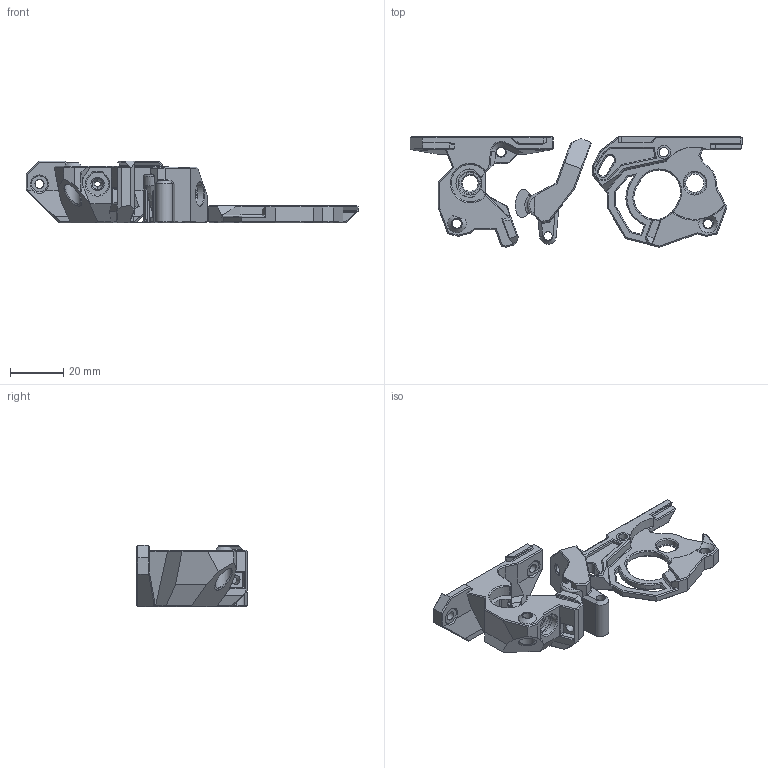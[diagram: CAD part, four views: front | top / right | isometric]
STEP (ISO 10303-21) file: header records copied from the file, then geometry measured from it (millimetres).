
FILE_DESCRIPTION(/* description */ ('STEP AP242','CAx-IF Rec.Pracs.---Representation and Presentation of Product Manufacturing Information (PMI)---4.0---2014-10-13','CAx-IF Rec.Pracs.---3D Tessellated Geometry---0.4---2014-09-14','2;1'),/* implementation_level */ '2;1');
FILE_NAME(/* name */ 'A4T - WWBMG [Sherpa-Mini spacing]',/* time_stamp */ '2025-03-04T11:50:41Z',/* author */ (''),/* organization */ (''),/* preprocessor_version */ 'ST-DEVELOPER v20',/* originating_system */ 'ONSHAPE BY PTC INC, 1.194',/* authorisation */ ' ');
FILE_SCHEMA (('AP242_MANAGED_MODEL_BASED_3D_ENGINEERING_MIM_LF { 1 0 10303 442 1 1 4 }'));
Length unit declared in the file: millimetre
Products named in the file (5): A4T - WWBMG [Sherpa-Mini spacing]; A4T - WWBMG - Motor Plate - 6T; WWBMG - Tension_Arm Support; A4T - WWBMG - Main_Body [Sherpa-Mini spacing]; WWBMG - Tension_Arm
Assembly tree (4 placements, depth 2):
  A4T - WWBMG [Sherpa-Mini spacing]
    A4T - WWBMG - Motor Plate - 6T
    WWBMG - Tension_Arm Support
    A4T - WWBMG - Main_Body [Sherpa-Mini spacing]
    WWBMG - Tension_Arm
Bounding box: 124.25 x 41.37 x 23.2 mm (x, y, z)
Volume: 23683.7 mm3; surface area: 14542.3 mm2
Topology: 4 solids, 4 shells, 716 faces, 1838 edges, 1135 vertices
Faces by surface type: plane 480, cylinder 108, cone 90, bspline 31, torus 7
Full cylindrical faces by diameter (mm): 3.15 x1, 3.4 x7, 4.2 x1, 4.4 x1, 5 x1, 6 x2, 6.25 x1, 6.8 x1, 8.1 x2, 9.189 x1
Entity records: 22033 total; most frequent: CARTESIAN_POINT 4933, ORIENTED_EDGE 3556, DIRECTION 3411, EDGE_CURVE 1778, LINE 1277, VECTOR 1277, VERTEX_POINT 1115, AXIS2_PLACEMENT_3D 1067
